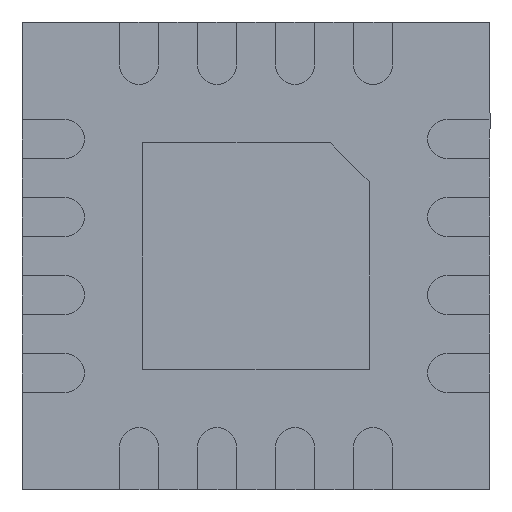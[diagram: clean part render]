
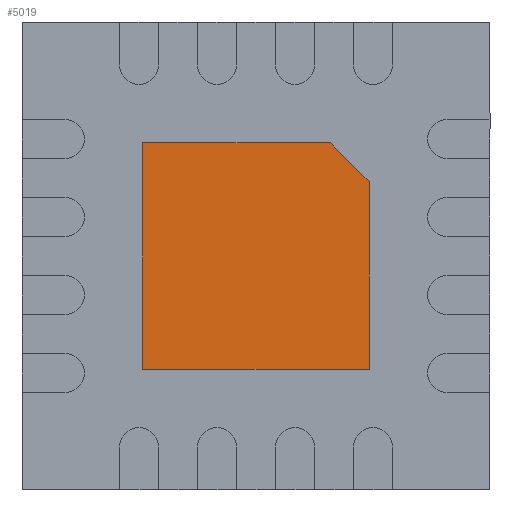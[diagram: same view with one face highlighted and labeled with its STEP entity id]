
A CAD part, front view. The second image highlights one B-rep face of the part: STEP entity #5019.
In plain terms, the highlighted planar face has unit normal (0, -1, 0).
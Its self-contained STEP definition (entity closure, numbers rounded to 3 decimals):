
#134 = CARTESIAN_POINT ( 'NONE',  ( 0.725, 0., 0.475 ) ) ;
#185 = DIRECTION ( 'NONE',  ( 0., 0., -1. ) ) ;
#342 = EDGE_CURVE ( 'NONE', #5366, #4155, #3863, .T. ) ;
#486 = LINE ( 'NONE', #1057, #2719 ) ;
#582 = DIRECTION ( 'NONE',  ( 0.707, 0., -0.707 ) ) ;
#615 = CARTESIAN_POINT ( 'NONE',  ( -0.725, 0., 0.725 ) ) ;
#947 = ORIENTED_EDGE ( 'NONE', *, *, #342, .F. ) ;
#1057 = CARTESIAN_POINT ( 'NONE',  ( 0.475, 0., 0.725 ) ) ;
#1228 = ORIENTED_EDGE ( 'NONE', *, *, #3828, .F. ) ;
#1389 = DIRECTION ( 'NONE',  ( 0., 1., 0. ) ) ;
#1515 = DIRECTION ( 'NONE',  ( 1., 0., 0. ) ) ;
#1806 = CARTESIAN_POINT ( 'NONE',  ( -0.725, 0., -0.725 ) ) ;
#1867 = DIRECTION ( 'NONE',  ( 0., 0., 1. ) ) ;
#1927 = CARTESIAN_POINT ( 'NONE',  ( 0.475, 0., 0.725 ) ) ;
#2209 = VECTOR ( 'NONE', #582, 1000. ) ;
#2579 = LINE ( 'NONE', #2855, #3132 ) ;
#2650 = ORIENTED_EDGE ( 'NONE', *, *, #3129, .F. ) ;
#2719 = VECTOR ( 'NONE', #1515, 1000. ) ;
#2855 = CARTESIAN_POINT ( 'NONE',  ( 0.725, 0., -0.725 ) ) ;
#3129 = EDGE_CURVE ( 'NONE', #4610, #5366, #2579, .T. ) ;
#3132 = VECTOR ( 'NONE', #185, 1000. ) ;
#3717 = VERTEX_POINT ( 'NONE', #1927 ) ;
#3769 = EDGE_CURVE ( 'NONE', #4155, #4682, #4547, .T. ) ;
#3807 = ORIENTED_EDGE ( 'NONE', *, *, #3769, .F. ) ;
#3828 = EDGE_CURVE ( 'NONE', #3717, #4610, #5373, .T. ) ;
#3863 = LINE ( 'NONE', #1806, #4548 ) ;
#4109 = CARTESIAN_POINT ( 'NONE',  ( 0.725, 0., 0.475 ) ) ;
#4155 = VERTEX_POINT ( 'NONE', #4706 ) ;
#4167 = CARTESIAN_POINT ( 'NONE',  ( 0.725, 0., -0.725 ) ) ;
#4521 = AXIS2_PLACEMENT_3D ( 'NONE', #5345, #1389, #1867 ) ;
#4547 = LINE ( 'NONE', #4995, #5718 ) ;
#4548 = VECTOR ( 'NONE', #4904, 1000. ) ;
#4596 = DIRECTION ( 'NONE',  ( 0., 0., 1. ) ) ;
#4610 = VERTEX_POINT ( 'NONE', #4109 ) ;
#4673 = FACE_OUTER_BOUND ( 'NONE', #5367, .T. ) ;
#4682 = VERTEX_POINT ( 'NONE', #615 ) ;
#4706 = CARTESIAN_POINT ( 'NONE',  ( -0.725, 0., -0.725 ) ) ;
#4886 = PLANE ( 'NONE',  #4521 ) ;
#4904 = DIRECTION ( 'NONE',  ( -1., 0., 0. ) ) ;
#4995 = CARTESIAN_POINT ( 'NONE',  ( -0.725, 0., 0.725 ) ) ;
#5019 = ADVANCED_FACE ( 'NONE', ( #4673 ), #4886, .F. ) ;
#5345 = CARTESIAN_POINT ( 'NONE',  ( 0., 0., 0. ) ) ;
#5366 = VERTEX_POINT ( 'NONE', #4167 ) ;
#5367 = EDGE_LOOP ( 'NONE', ( #1228, #5547, #3807, #947, #2650 ) ) ;
#5373 = LINE ( 'NONE', #134, #2209 ) ;
#5446 = EDGE_CURVE ( 'NONE', #4682, #3717, #486, .T. ) ;
#5547 = ORIENTED_EDGE ( 'NONE', *, *, #5446, .F. ) ;
#5718 = VECTOR ( 'NONE', #4596, 1000. ) ;
